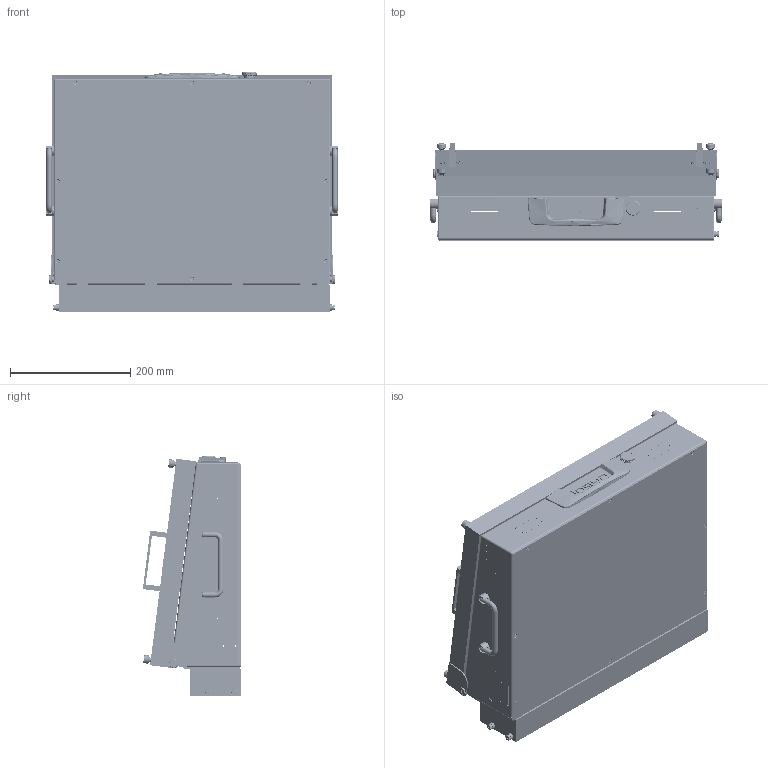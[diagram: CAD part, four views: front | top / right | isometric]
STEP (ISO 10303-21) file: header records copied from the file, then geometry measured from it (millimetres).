
FILE_DESCRIPTION (( 'STEP AP214' ), '1' );
FILE_NAME ('INGUN_114663.STEP', '2025-07-15T14:54:30', ( '' ), ( '' ), 'SwSTEP 2.0', 'SolidWorks 2023', '' );
FILE_SCHEMA (( 'AUTOMOTIVE_DESIGN' ));
Length unit declared in the file: millimetre
Products named in the file (70): ISO7380~n_M03,0x005; 2497-1~0_6,3 mm Auge <Standard>; 116281~0_S; Gewindebuchse~n_M04-05,0 geschlossen; DIN913~n_M03,0x06; 2497-2~0_6,3 mm Auge <Standard>; DIN934~n_M04,0 A2; ASR~asr_Øi05,2x03xØa10; DIN125~n_04,3 M04,0; 112838~2_S; 113672~0_S; INGUN_114663; 112024~0_S; 113783~4_S; 113750~4_KUNDE<S>; 116128~1_S; Gewindebuchse~n_M04-07,5 offen; 49317~0; 1607~1; 114196_001~0; 112025~4_S; DIN985-A2~n_M04,0; 112992~2_S; 104093~2_KUNDE<S>; DIN7991~n_M03,0x006; 112026~0_Mitte<S>; 2229~6; 113711~0_S; 113753~3_S; 113712~1; 116284~0_S; ISO7380~n_M04,0x012; 11655~0; 34848~0; 114196_003~0; DIN7991~n_M04,0x012; 105791~0; DIN7~n_04,0m6x004; 114196_002~0; ISO7380~n_M04,0x006 ...
Assembly tree (144 placements, depth 5):
  INGUN_114663
    113783~4_S
      113784~2_S
      32171~1_S
      112024~0_S
      112025~4_S
      DIN125~n_04,3 M04,0
      DIN985-A2~n_M04,0
      DIN912~n_M04,0x016
      112026~0_Mitte<S>
      112992~2_S  x2
      49317~0  x2
      ISO7380~n_M03,0x005
      114196~0  x2
        114196_001~0
        114196_002~0
        114196_003~0
        114196_004~0_S
      114364~0_S
      DIN934~n_M04,0 A2
      116832~0_S
        116542~2_S
        DIN913~n_M03,0x06
        114364~0_S
    113750~4_KUNDE<S>
      115767~1_S
        113751~1_S
        Gewindebuchse~n_M04-07,5 offen  x4
        Gewindebuchse~n_M04-05,0 geschlossen  x7
      113752~1_S
      113753~3_S
      104093~2_KUNDE<S>
      105791~0  x4
      ASR~asr_Øi05,2x03xØa10  x12
      112838~2_S  x4
      116281~0_S  x2
        116282~0_S
          116283~0_S
          DIN125~n_05,3 M05,0 Fase
          116284~0_S
        49317~0
        ISO7380~n_M04,0x006
      42751~1_S
      116128~1_S  x2
      1607~1  x2
      ISO7380~n_M04,0x012  x4
      19420~3
      11657~0
      11655~0
      11683~0
      ISO7380~n_M03,0x006  x6
      DIN_6799_-_A2~n_d 5  x4
      DIN7~n_04,0m6x004  x2
      DIN985-A2~n_M04,0  x2
      2196~7  x2
      DIN7991~n_M04,0x012  x2
      2229~6  x2
      5332~0  x2
      INFO_4562~3_Typenschild 1010
      114607~0_S
Bounding box: 484 x 163.58 x 397.63 mm (x, y, z)
Volume: 3904465 mm3; surface area: 1880796.5 mm2
Topology: 152 solids, 160 shells, 9295 faces, 22205 edges, 13643 vertices
Faces by surface type: plane 3409, cylinder 2789, bspline 2476, cone 463, torus 138, sphere 20
Entity records: 254508 total; most frequent: CARTESIAN_POINT 129889, ORIENTED_EDGE 28258, DIRECTION 19382, EDGE_CURVE 14129, VERTEX_POINT 8528, AXIS2_PLACEMENT_3D 7169, EDGE_LOOP 6671, ADVANCED_FACE 6007
